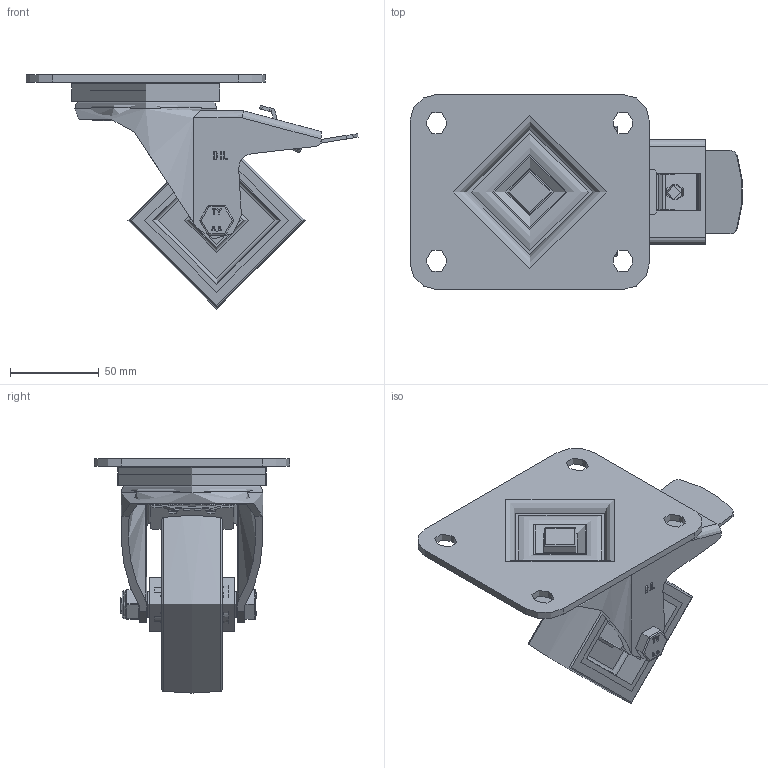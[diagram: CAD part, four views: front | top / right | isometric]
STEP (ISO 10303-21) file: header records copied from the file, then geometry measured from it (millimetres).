
FILE_DESCRIPTION(/* description */ (''),/* implementation_level */ '2;1');
FILE_NAME(/* name */ 'BZPH100NPBSWB.step',/* time_stamp */ '2025-06-06T12:07:18+01:00',/* author */ (''),/* organization */ (''),/* preprocessor_version */ 'ST-DEVELOPER v20.1',/* originating_system */ 'Autodesk Translation Framework v14.10.0.0',/* authorisation */ '');
FILE_SCHEMA (('AUTOMOTIVE_DESIGN { 1 0 10303 214 3 1 1 }'));
Length unit declared in the file: millimetre
Products named in the file (26): BZPH100NPBSWB; BZPH100ASSWB v1; ZINC PLATED, PRESSED STEEL TOP PLATE; ZINC PLATED, PRESSED STEEL FORKS; ZINC PLATED, PRESSED STEEL BRAKE PEDAL; BEARING SEAL; BRAKE PAD; BRAKE PAD Geometry; BRAKE BOLT; BZH100WNPRB61 v1; POLYURETHANE TYRE; NYLON RIM; NYLON RIM Geometry; CAP; ROLLER BEARING; CAGE; RIBS; Component4; TUBEM15X50 v1; ZINC PLATED AXLE TUBE; HEXBOLTM10X70Z8.8 v2; GRADE 8.8 THREADED ZINC PLATED BOLT; NYLOCM10Z v1; NYLOC NUT; RUBBER; NUT
Assembly tree (32 placements, depth 5):
  BZPH100NPBSWB
    BZPH100ASSWB v1
      ZINC PLATED, PRESSED STEEL TOP PLATE
      ZINC PLATED, PRESSED STEEL FORKS
      ZINC PLATED, PRESSED STEEL BRAKE PEDAL
      BEARING SEAL
      BRAKE PAD
        BRAKE PAD Geometry
        BRAKE BOLT
    BZH100WNPRB61 v1
      POLYURETHANE TYRE
      NYLON RIM
        NYLON RIM Geometry
        CAP
      ROLLER BEARING
        CAGE
        RIBS
          Component4  x8
    TUBEM15X50 v1
      ZINC PLATED AXLE TUBE
    HEXBOLTM10X70Z8.8 v2
      GRADE 8.8 THREADED ZINC PLATED BOLT
    NYLOCM10Z v1
      NYLOC NUT
        RUBBER
        NUT
Bounding box: 187.16 x 110 x 132 mm (x, y, z)
Volume: 347680.3 mm3; surface area: 171277.1 mm2
Topology: 23 solids, 23 shells, 733 faces, 1889 edges, 1216 vertices
Faces by surface type: plane 432, cylinder 207, bspline 55, torus 24, sphere 12, cone 3
Full cylindrical faces by diameter (mm): 4 x8, 8 x2, 8.141 x18, 9.85 x19, 10 x3, 10.2 x2, 10.5 x1, 12 x2, 15 x2, 15.5 x2, 16 x2, 21 x1, 23 x1, 23.5 x1, 25 x1, 26 x1, 26.9 x1, 27 x1, 28 x2, 30.5 x2, 32 x1, 51 x1, 60 x1, 72 x1, 80 x1, 81 x2, 82.5 x2, 83.5 x1
Entity records: 29110 total; most frequent: CARTESIAN_POINT 10756, ORIENTED_EDGE 3736, DIRECTION 3666, EDGE_CURVE 1868, AXIS2_PLACEMENT_3D 1300, VERTEX_POINT 1202, LINE 1066, VECTOR 1066
